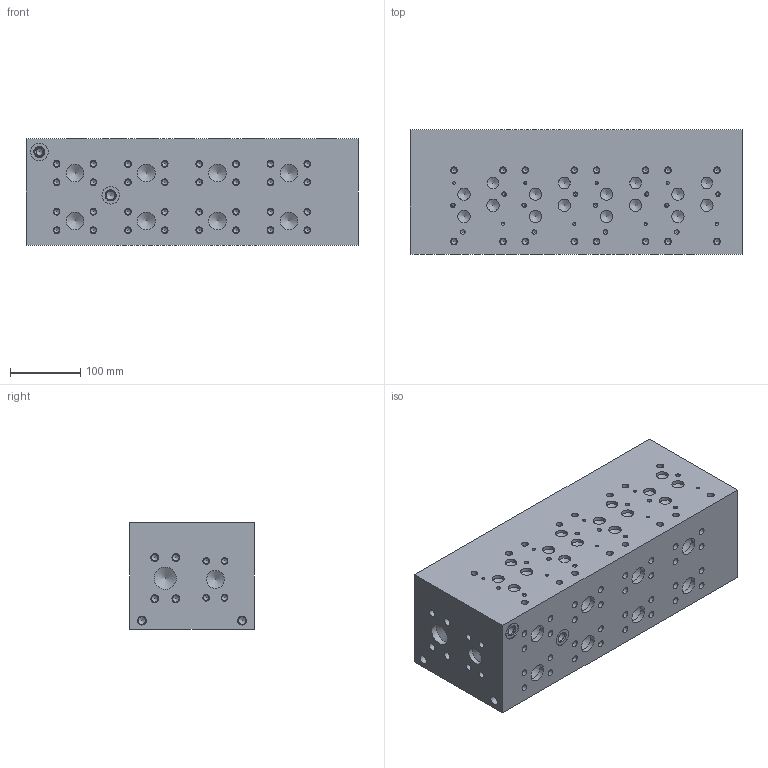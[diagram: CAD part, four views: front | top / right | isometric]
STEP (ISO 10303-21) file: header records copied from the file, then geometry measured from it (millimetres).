
FILE_DESCRIPTION((''),'2;1');
FILE_NAME('AD07HP044F.stp','2014-03-10T13:52:46',('trevorh'),(''),'Autodesk Inventor 2012','Autodesk Inventor 2012','');
FILE_SCHEMA(('AUTOMOTIVE_DESIGN { 1 0 10303 214 1 1 1 1 }'));
Length unit declared in the file: millimetre
Products named in the file (1): AD07HP044F
Bounding box: 473.07 x 177.8 x 152.4 mm (x, y, z)
Volume: 12555786.1 mm3; surface area: 449579.2 mm2
Topology: 1 solids, 1 shells, 410 faces, 856 edges, 530 vertices
Faces by surface type: cylinder 202, cone 120, plane 88
Full cylindrical faces by diameter (mm): 4.369 x8, 5.105 x8, 6.35 x12, 7.925 x56, 9.347 x8, 9.525 x57, 10.719 x4, 11.112 x2, 11.113 x6, 12.294 x1, 12.7 x4, 12.903 x2, 14.287 x1, 14.288 x1, 15.596 x2, 16.662 x4, 17.475 x12, 24.994 x2, 25.4 x10, 31.75 x2
Entity records: 8262 total; most frequent: DIRECTION 1642, CARTESIAN_POINT 1239, ORIENTED_EDGE 832, AXIS2_PLACEMENT_3D 815, EDGE_LOOP 814, EDGE_CURVE 416, VERTEX_POINT 412, FACE_OUTER_BOUND 410
